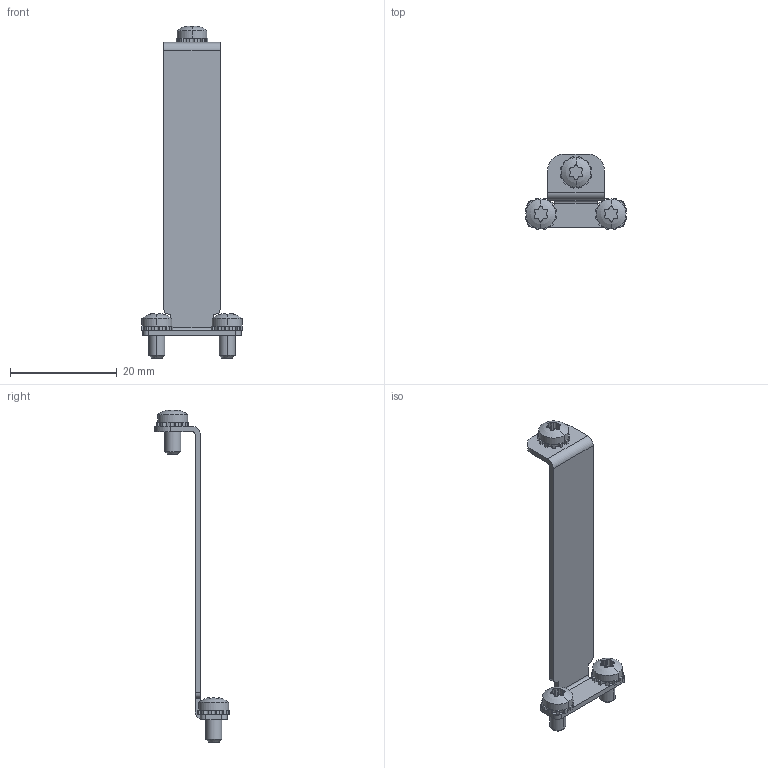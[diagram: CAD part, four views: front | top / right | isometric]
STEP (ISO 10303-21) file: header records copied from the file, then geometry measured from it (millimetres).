
FILE_DESCRIPTION((''),'2;1');
FILE_NAME('DB002822_OMH-SLCT-02_ASM','2012-05-02T',('jsteininge'),(''),'PRO/ENGINEER BY PARAMETRIC TECHNOLOGY CORPORATION, 2006300','PRO/ENGINEER BY PARAMETRIC TECHNOLOGY CORPORATION, 2006300','');
FILE_SCHEMA(('CONFIG_CONTROL_DESIGN'));
Length unit declared in the file: millimetre
Products named in the file (4): DB002825_Z-WINKEL; DB003347_ZAHNSCHEIBE-M3_DIN6797; DB003012_SHR_TORX_M3X6; DB002822_OMH-SLCT-02_ASM
Assembly tree (7 placements, depth 2):
  DB002822_OMH-SLCT-02_ASM
    DB002825_Z-WINKEL
    DB003347_ZAHNSCHEIBE-M3_DIN6797  x3
    DB003012_SHR_TORX_M3X6  x3
Bounding box: 19.12 x 14.06 x 62.29 mm (x, y, z)
Volume: 980.1 mm3; surface area: 2231.4 mm2
Topology: 7 solids, 7 shells, 301 faces, 863 edges, 606 vertices
Faces by surface type: plane 179, cylinder 110, cone 6, sphere 6
Entity records: 4919 total; most frequent: CARTESIAN_POINT 891, DIRECTION 751, ORIENTED_EDGE 704, EDGE_CURVE 352, AXIS2_PLACEMENT_3D 251, VECTOR 249, LINE 249, VERTEX_POINT 232
